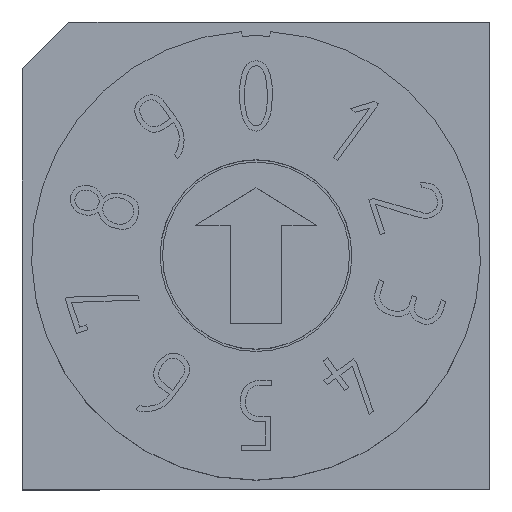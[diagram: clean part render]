
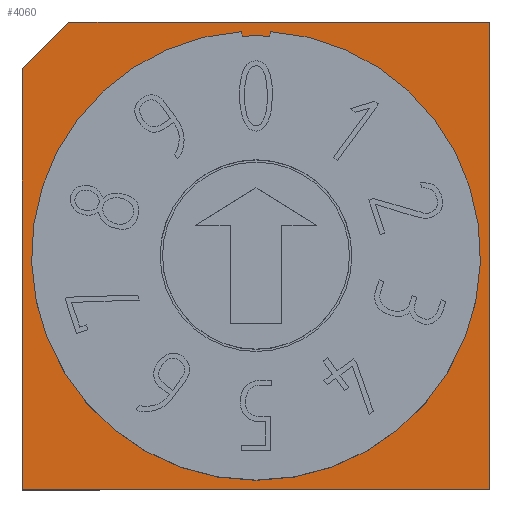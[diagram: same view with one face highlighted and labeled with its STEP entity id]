
A CAD part, top view. The second image highlights one B-rep face of the part: STEP entity #4060.
In plain terms, the highlighted planar face has unit normal (0, 0, 1).
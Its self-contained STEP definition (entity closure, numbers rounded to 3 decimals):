
#24=CIRCLE('',#4206,4.7);
#26=CIRCLE('',#4216,4.8);
#124=PLANE('',#4218);
#336=LINE('',#6426,#589);
#341=LINE('',#6441,#594);
#346=LINE('',#6452,#599);
#348=LINE('',#6456,#601);
#352=LINE('',#6465,#605);
#362=LINE('',#6491,#615);
#363=LINE('',#6492,#616);
#589=VECTOR('',#4601,1000.);
#594=VECTOR('',#4614,1000.);
#599=VECTOR('',#4621,1000.);
#601=VECTOR('',#4625,1000.);
#605=VECTOR('',#4631,1000.);
#615=VECTOR('',#4655,1000.);
#616=VECTOR('',#4656,1000.);
#1175=ORIENTED_EDGE('',*,*,#1826,.T.);
#1176=ORIENTED_EDGE('',*,*,#1804,.F.);
#1177=ORIENTED_EDGE('',*,*,#1801,.F.);
#1178=ORIENTED_EDGE('',*,*,#1797,.F.);
#1179=ORIENTED_EDGE('',*,*,#1809,.T.);
#1180=ORIENTED_EDGE('',*,*,#1828,.F.);
#1181=ORIENTED_EDGE('',*,*,#1811,.T.);
#1182=ORIENTED_EDGE('',*,*,#1815,.T.);
#1183=ORIENTED_EDGE('',*,*,#1829,.T.);
#1797=EDGE_CURVE('',#2113,#2114,#336,.T.);
#1801=EDGE_CURVE('',#2114,#2117,#24,.T.);
#1804=EDGE_CURVE('',#2117,#2119,#341,.T.);
#1809=EDGE_CURVE('',#2124,#2123,#346,.T.);
#1811=EDGE_CURVE('',#2125,#2126,#348,.T.);
#1815=EDGE_CURVE('',#2126,#2129,#352,.T.);
#1826=EDGE_CURVE('',#2113,#2119,#26,.T.);
#1828=EDGE_CURVE('',#2125,#2123,#362,.T.);
#1829=EDGE_CURVE('',#2129,#2124,#363,.T.);
#2113=VERTEX_POINT('',#6427);
#2114=VERTEX_POINT('',#6428);
#2117=VERTEX_POINT('',#6436);
#2119=VERTEX_POINT('',#6442);
#2123=VERTEX_POINT('',#6451);
#2124=VERTEX_POINT('',#6453);
#2125=VERTEX_POINT('',#6457);
#2126=VERTEX_POINT('',#6458);
#2129=VERTEX_POINT('',#6466);
#2454=EDGE_LOOP('',(#1175,#1176,#1177,#1178));
#2455=EDGE_LOOP('',(#1179,#1180,#1181,#1182,#1183));
#2655=FACE_BOUND('',#2454,.T.);
#2656=FACE_BOUND('',#2455,.T.);
#4060=ADVANCED_FACE('',(#2655,#2656),#124,.T.);
#4206=AXIS2_PLACEMENT_3D('',#6435,#4607,#4608);
#4216=AXIS2_PLACEMENT_3D('',#6488,#4649,#4650);
#4218=AXIS2_PLACEMENT_3D('',#6490,#4653,#4654);
#4601=DIRECTION('',(0.063,0.998,0.));
#4607=DIRECTION('',(0.,0.,1.));
#4608=DIRECTION('',(1.,0.,0.));
#4614=DIRECTION('',(0.063,-0.998,0.));
#4621=DIRECTION('',(1.,0.,0.));
#4625=DIRECTION('',(0.,1.,0.));
#4631=DIRECTION('',(-1.,0.,0.));
#4649=DIRECTION('',(0.,0.,-1.));
#4650=DIRECTION('',(1.,0.,0.));
#4653=DIRECTION('',(0.,0.,1.));
#4654=DIRECTION('',(1.,0.,0.));
#4655=DIRECTION('',(-0.707,-0.707,0.));
#4656=DIRECTION('',(0.,-1.,0.));
#6426=CARTESIAN_POINT('',(-0.297,-4.691,2.8));
#6427=CARTESIAN_POINT('',(-0.303,-4.79,2.8));
#6428=CARTESIAN_POINT('',(-0.297,-4.691,2.8));
#6435=CARTESIAN_POINT('',(0.,0.,2.8));
#6436=CARTESIAN_POINT('',(0.297,-4.691,2.8));
#6441=CARTESIAN_POINT('',(0.303,-4.79,2.8));
#6442=CARTESIAN_POINT('',(0.303,-4.79,2.8));
#6451=CARTESIAN_POINT('',(4.,-5.,2.8));
#6452=CARTESIAN_POINT('',(-5.,-5.,2.8));
#6453=CARTESIAN_POINT('',(-5.,-5.,2.8));
#6456=CARTESIAN_POINT('',(5.,-5.,2.8));
#6457=CARTESIAN_POINT('',(5.,-4.,2.8));
#6458=CARTESIAN_POINT('',(5.,5.,2.8));
#6465=CARTESIAN_POINT('',(5.,5.,2.8));
#6466=CARTESIAN_POINT('',(-5.,5.,2.8));
#6488=CARTESIAN_POINT('',(0.,0.,2.8));
#6490=CARTESIAN_POINT('',(-5.,-5.,2.8));
#6491=CARTESIAN_POINT('',(-0.5,-9.5,2.8));
#6492=CARTESIAN_POINT('',(-5.,5.,2.8));
